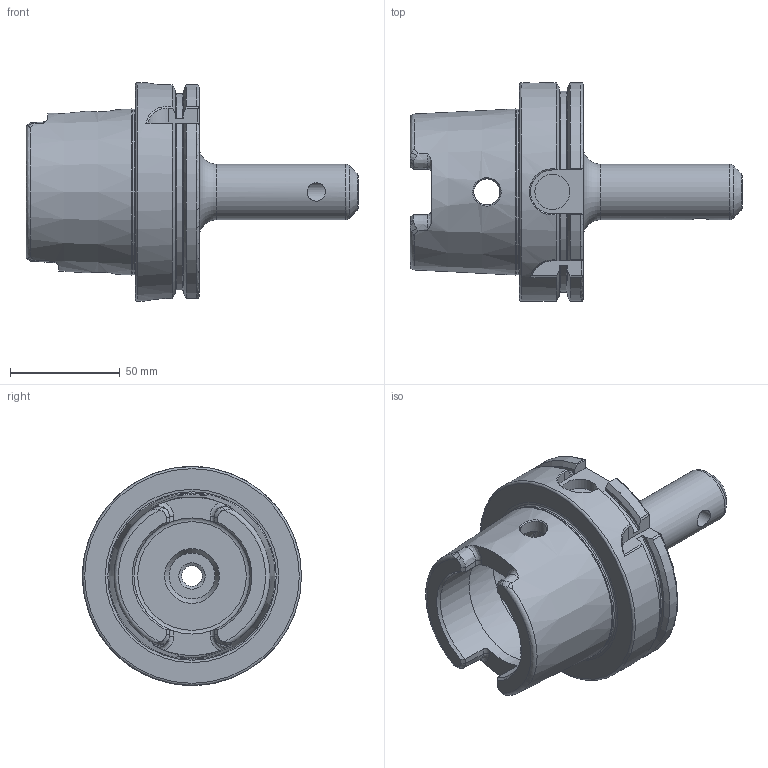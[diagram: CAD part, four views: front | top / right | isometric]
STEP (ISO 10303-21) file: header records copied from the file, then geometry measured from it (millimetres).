
FILE_DESCRIPTION(/* description */ (''),/* implementation_level */ '2;1');
FILE_NAME(/* name */ 'HSK100A-EM037-0400.stp',/* time_stamp */ '2019-07-22T09:39:44-05:00',/* author */ ('ldfli'),/* organization */ ('Pioneer N.A.'),/* preprocessor_version */ 'ST-DEVELOPER v18',/* originating_system */ 'Autodesk Inventor LT',/* authorisation */ '');
FILE_SCHEMA (('AUTOMOTIVE_DESIGN { 1 0 10303 214 3 1 1 }'));
Length unit declared in the file: millimetre
Products named in the file (1): HSK100A-EM037-0400
Bounding box: 151.6 x 100 x 100 mm (x, y, z)
Volume: 282621.6 mm3; surface area: 57694.8 mm2
Topology: 1 solids, 1 shells, 167 faces, 476 edges, 314 vertices
Faces by surface type: plane 55, bspline 46, cylinder 28, torus 22, cone 16
Full cylindrical faces by diameter (mm): 8.382 x1, 9.525 x1, 10 x1, 12 x3, 16 x1, 21 x1, 25.4 x1, 26 x1, 53 x2, 63 x1, 75.519 x1, 100 x1
Entity records: 8554 total; most frequent: CARTESIAN_POINT 4459, ORIENTED_EDGE 956, DIRECTION 716, EDGE_CURVE 478, VERTEX_POINT 316, AXIS2_PLACEMENT_3D 276, EDGE_LOOP 178, FACE_OUTER_BOUND 167
